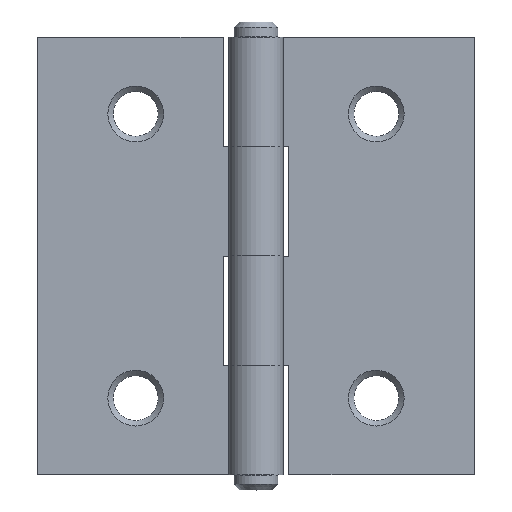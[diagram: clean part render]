
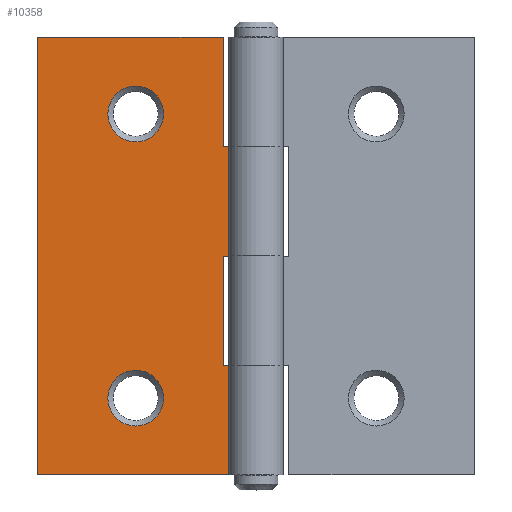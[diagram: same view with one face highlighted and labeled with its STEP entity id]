
A CAD part, top view. The second image highlights one B-rep face of the part: STEP entity #10358.
In plain terms, the highlighted planar face has unit normal (0, 0, 1).
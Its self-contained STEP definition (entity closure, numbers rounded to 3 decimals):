
#192 = LINE ( 'NONE', #5171, #6454 ) ;
#383 = CARTESIAN_POINT ( 'NONE',  ( -22.5, -20., 0.8 ) ) ;
#419 = EDGE_CURVE ( 'NONE', #901, #8282, #9511, .T. ) ;
#499 = VERTEX_POINT ( 'NONE', #6265 ) ;
#760 = FACE_BOUND ( 'NONE', #4862, .T. ) ;
#806 = LINE ( 'NONE', #7033, #2960 ) ;
#901 = VERTEX_POINT ( 'NONE', #4815 ) ;
#1013 = CARTESIAN_POINT ( 'NONE',  ( -5.5, 20., 0.8 ) ) ;
#1032 = EDGE_CURVE ( 'NONE', #8872, #7978, #5064, .T. ) ;
#1057 = VERTEX_POINT ( 'NONE', #1726 ) ;
#1283 = DIRECTION ( 'NONE',  ( 0., 0., -1. ) ) ;
#1325 = CARTESIAN_POINT ( 'NONE',  ( -2.5, 0., 0.8 ) ) ;
#1388 = FACE_OUTER_BOUND ( 'NONE', #4230, .T. ) ;
#1397 = ORIENTED_EDGE ( 'NONE', *, *, #4462, .T. ) ;
#1555 = VECTOR ( 'NONE', #7431, 1000. ) ;
#1568 = CARTESIAN_POINT ( 'NONE',  ( -16.05, 13., 0.8 ) ) ;
#1726 = CARTESIAN_POINT ( 'NONE',  ( -5.5, 10., 0.8 ) ) ;
#1754 = VERTEX_POINT ( 'NONE', #1568 ) ;
#2026 = ORIENTED_EDGE ( 'NONE', *, *, #10073, .T. ) ;
#2056 = EDGE_CURVE ( 'NONE', #499, #8872, #2451, .T. ) ;
#2106 = VECTOR ( 'NONE', #5243, 1000. ) ;
#2355 = CARTESIAN_POINT ( 'NONE',  ( -16.05, -13., 0.8 ) ) ;
#2373 = LINE ( 'NONE', #5888, #2106 ) ;
#2451 = LINE ( 'NONE', #8213, #1555 ) ;
#2530 = ORIENTED_EDGE ( 'NONE', *, *, #3096, .T. ) ;
#2549 = VERTEX_POINT ( 'NONE', #9182 ) ;
#2745 = DIRECTION ( 'NONE',  ( -1., 0., 0. ) ) ;
#2812 = PLANE ( 'NONE',  #5720 ) ;
#2889 = CARTESIAN_POINT ( 'NONE',  ( -2.5, -20., 0.8 ) ) ;
#2960 = VECTOR ( 'NONE', #3826, 1000. ) ;
#3048 = AXIS2_PLACEMENT_3D ( 'NONE', #6129, #1283, #8676 ) ;
#3096 = EDGE_CURVE ( 'NONE', #9664, #499, #192, .T. ) ;
#3113 = EDGE_CURVE ( 'NONE', #9689, #1057, #2373, .T. ) ;
#3166 = EDGE_CURVE ( 'NONE', #9689, #7978, #7815, .T. ) ;
#3200 = LINE ( 'NONE', #7203, #10281 ) ;
#3709 = CARTESIAN_POINT ( 'NONE',  ( -13.5, 13., 0.8 ) ) ;
#3777 = DIRECTION ( 'NONE',  ( 1., 0., 0. ) ) ;
#3826 = DIRECTION ( 'NONE',  ( 0., -1., 0. ) ) ;
#3892 = CARTESIAN_POINT ( 'NONE',  ( -22.5, 20., 0.8 ) ) ;
#3903 = VECTOR ( 'NONE', #4513, 1000. ) ;
#3949 = ORIENTED_EDGE ( 'NONE', *, *, #3113, .T. ) ;
#4142 = ORIENTED_EDGE ( 'NONE', *, *, #1032, .T. ) ;
#4230 = EDGE_LOOP ( 'NONE', ( #10109, #4142, #4577, #3949, #8311, #5855, #4606, #2026, #6096, #2530 ) ) ;
#4462 = EDGE_CURVE ( 'NONE', #1754, #1754, #8212, .T. ) ;
#4513 = DIRECTION ( 'NONE',  ( 0., -1., 0. ) ) ;
#4547 = DIRECTION ( 'NONE',  ( 0., 0., -1. ) ) ;
#4577 = ORIENTED_EDGE ( 'NONE', *, *, #3166, .F. ) ;
#4606 = ORIENTED_EDGE ( 'NONE', *, *, #419, .T. ) ;
#4645 = DIRECTION ( 'NONE',  ( 0., -1., 0. ) ) ;
#4754 = DIRECTION ( 'NONE',  ( 1., 0., 0. ) ) ;
#4815 = CARTESIAN_POINT ( 'NONE',  ( -22.5, 20., 0.8 ) ) ;
#4862 = EDGE_LOOP ( 'NONE', ( #1397 ) ) ;
#5064 = LINE ( 'NONE', #1325, #8494 ) ;
#5171 = CARTESIAN_POINT ( 'NONE',  ( -2.5, -10., 0.8 ) ) ;
#5243 = DIRECTION ( 'NONE',  ( -1., 0., 0. ) ) ;
#5720 = AXIS2_PLACEMENT_3D ( 'NONE', #6762, #10081, #6047 ) ;
#5855 = ORIENTED_EDGE ( 'NONE', *, *, #9737, .F. ) ;
#5888 = CARTESIAN_POINT ( 'NONE',  ( -2.5, 10., 0.8 ) ) ;
#5968 = LINE ( 'NONE', #2889, #8126 ) ;
#6047 = DIRECTION ( 'NONE',  ( -1., 0., 0. ) ) ;
#6096 = ORIENTED_EDGE ( 'NONE', *, *, #7559, .F. ) ;
#6129 = CARTESIAN_POINT ( 'NONE',  ( -13.5, -13., 0.8 ) ) ;
#6253 = CARTESIAN_POINT ( 'NONE',  ( -5.5, 0., 0.8 ) ) ;
#6265 = CARTESIAN_POINT ( 'NONE',  ( -5.5, -10., 0.8 ) ) ;
#6454 = VECTOR ( 'NONE', #2745, 1000. ) ;
#6762 = CARTESIAN_POINT ( 'NONE',  ( -2.5, 20., 0.8 ) ) ;
#6904 = CARTESIAN_POINT ( 'NONE',  ( -2.5, 20., 0.8 ) ) ;
#7033 = CARTESIAN_POINT ( 'NONE',  ( -2.5, 20., 0.8 ) ) ;
#7203 = CARTESIAN_POINT ( 'NONE',  ( -2.5, 20., 0.8 ) ) ;
#7256 = CIRCLE ( 'NONE', #3048, 2.55 ) ;
#7431 = DIRECTION ( 'NONE',  ( 0., 1., 0. ) ) ;
#7559 = EDGE_CURVE ( 'NONE', #9664, #2549, #806, .T. ) ;
#7735 = VERTEX_POINT ( 'NONE', #9240 ) ;
#7784 = DIRECTION ( 'NONE',  ( 1., 0., 0. ) ) ;
#7815 = LINE ( 'NONE', #6904, #3903 ) ;
#7868 = LINE ( 'NONE', #1013, #9402 ) ;
#7978 = VERTEX_POINT ( 'NONE', #8893 ) ;
#8123 = AXIS2_PLACEMENT_3D ( 'NONE', #3709, #4547, #9349 ) ;
#8126 = VECTOR ( 'NONE', #3777, 1000. ) ;
#8212 = CIRCLE ( 'NONE', #8123, 2.55 ) ;
#8213 = CARTESIAN_POINT ( 'NONE',  ( -5.5, 20., 0.8 ) ) ;
#8282 = VERTEX_POINT ( 'NONE', #383 ) ;
#8311 = ORIENTED_EDGE ( 'NONE', *, *, #9933, .T. ) ;
#8362 = CARTESIAN_POINT ( 'NONE',  ( -2.5, -10., 0.8 ) ) ;
#8494 = VECTOR ( 'NONE', #7784, 1000. ) ;
#8659 = EDGE_LOOP ( 'NONE', ( #9411 ) ) ;
#8676 = DIRECTION ( 'NONE',  ( -1., 0., 0. ) ) ;
#8872 = VERTEX_POINT ( 'NONE', #6253 ) ;
#8893 = CARTESIAN_POINT ( 'NONE',  ( -2.5, 0., 0.8 ) ) ;
#9182 = CARTESIAN_POINT ( 'NONE',  ( -2.5, -20., 0.8 ) ) ;
#9240 = CARTESIAN_POINT ( 'NONE',  ( -5.5, 20., 0.8 ) ) ;
#9252 = VECTOR ( 'NONE', #4645, 1000. ) ;
#9349 = DIRECTION ( 'NONE',  ( -1., 0., 0. ) ) ;
#9402 = VECTOR ( 'NONE', #9852, 1000. ) ;
#9411 = ORIENTED_EDGE ( 'NONE', *, *, #10086, .T. ) ;
#9511 = LINE ( 'NONE', #3892, #9252 ) ;
#9664 = VERTEX_POINT ( 'NONE', #8362 ) ;
#9689 = VERTEX_POINT ( 'NONE', #10083 ) ;
#9737 = EDGE_CURVE ( 'NONE', #901, #7735, #3200, .T. ) ;
#9852 = DIRECTION ( 'NONE',  ( 0., 1., 0. ) ) ;
#9898 = FACE_BOUND ( 'NONE', #8659, .T. ) ;
#9933 = EDGE_CURVE ( 'NONE', #1057, #7735, #7868, .T. ) ;
#10073 = EDGE_CURVE ( 'NONE', #8282, #2549, #5968, .T. ) ;
#10081 = DIRECTION ( 'NONE',  ( 0., 0., -1. ) ) ;
#10083 = CARTESIAN_POINT ( 'NONE',  ( -2.5, 10., 0.8 ) ) ;
#10086 = EDGE_CURVE ( 'NONE', #10393, #10393, #7256, .T. ) ;
#10109 = ORIENTED_EDGE ( 'NONE', *, *, #2056, .T. ) ;
#10281 = VECTOR ( 'NONE', #4754, 1000. ) ;
#10358 = ADVANCED_FACE ( 'NONE', ( #9898, #760, #1388 ), #2812, .F. ) ;
#10393 = VERTEX_POINT ( 'NONE', #2355 ) ;
